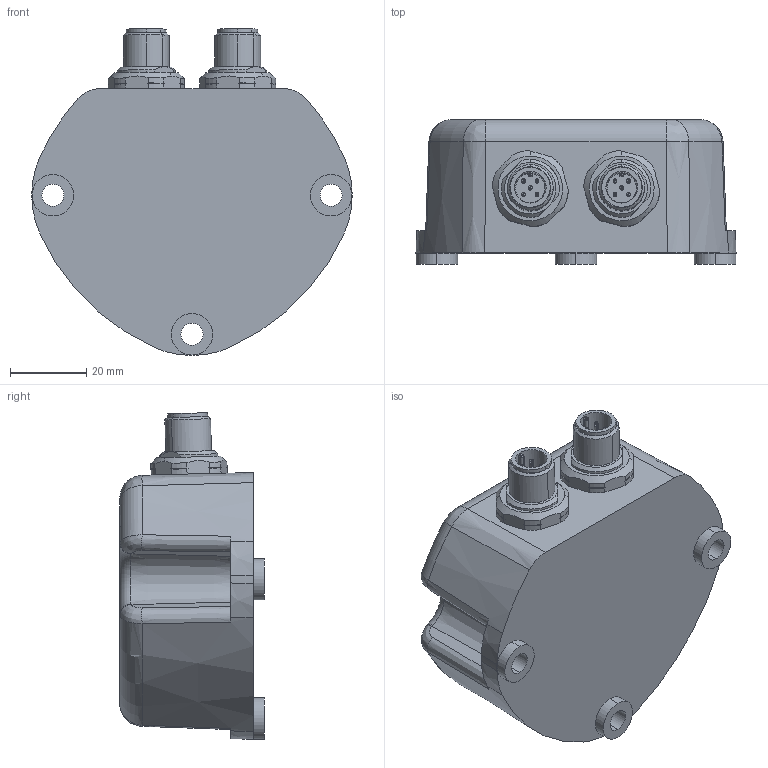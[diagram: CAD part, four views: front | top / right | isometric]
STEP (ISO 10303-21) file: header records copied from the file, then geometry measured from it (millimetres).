
FILE_DESCRIPTION (( 'STEP AP214' ), '1' );
FILE_NAME ('GIG-XY-045-V-M12.STEP', '2021-12-07T13:11:57', ( '' ), ( '' ), 'SwSTEP 2.0', 'SolidWorks 2021', '' );
FILE_SCHEMA (( 'AUTOMOTIVE_DESIGN' ));
Length unit declared in the file: inch
Products named in the file (1): GIG-XY-045-V-M12
Bounding box: 84 x 37.9 x 85.69 mm (x, y, z)
Volume: 147957.7 mm3; surface area: 20892.1 mm2
Topology: 1 solids, 8 shells, 365 faces, 901 edges, 577 vertices
Faces by surface type: cylinder 123, plane 87, cone 60, torus 54, bspline 41
Entity records: 13156 total; most frequent: CARTESIAN_POINT 4713, ORIENTED_EDGE 1802, DIRECTION 1730, EDGE_CURVE 901, AXIS2_PLACEMENT_3D 741, VERTEX_POINT 577, CIRCLE 416, EDGE_LOOP 398
